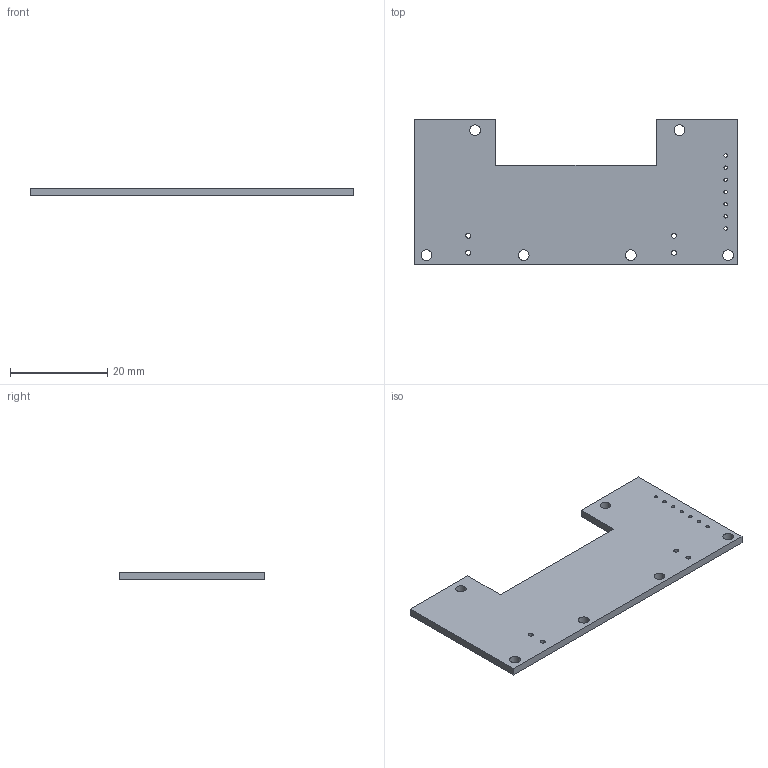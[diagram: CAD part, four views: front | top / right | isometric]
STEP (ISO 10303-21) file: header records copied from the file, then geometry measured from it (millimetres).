
FILE_DESCRIPTION(('KiCad electronic assembly'),'2;1');
FILE_NAME('GBOYBackController.step','2022-06-09T16:23:43',('An Author'), ('A Company'),'Open CASCADE STEP processor 6.9', 'KiCad to STEP converter','Unknown');
FILE_SCHEMA(('AUTOMOTIVE_DESIGN { 1 0 10303 214 1 1 1 1 }'));
Length unit declared in the file: millimetre
Products named in the file (2): Open CASCADE STEP translator 6.9 1; COMPOUND
Assembly tree (1 placements, depth 2):
  Open CASCADE STEP translator 6.9 1
    COMPOUND
Bounding box: 66.5 x 30 x 1.6 mm (x, y, z)
Volume: 2644.6 mm3; surface area: 3756 mm2
Topology: 1 solids, 1 shells, 27 faces, 75 edges, 50 vertices
Faces by surface type: cylinder 17, plane 10
Full cylindrical faces by diameter (mm): 0.7 x7, 1 x4, 2.2 x6
Entity records: 2075 total; most frequent: CARTESIAN_POINT 508, DIRECTION 283, LINE 157, VECTOR 157, ORIENTED_EDGE 150, PCURVE 150, DEFINITIONAL_REPRESENTATION 150, EDGE_CURVE 75
